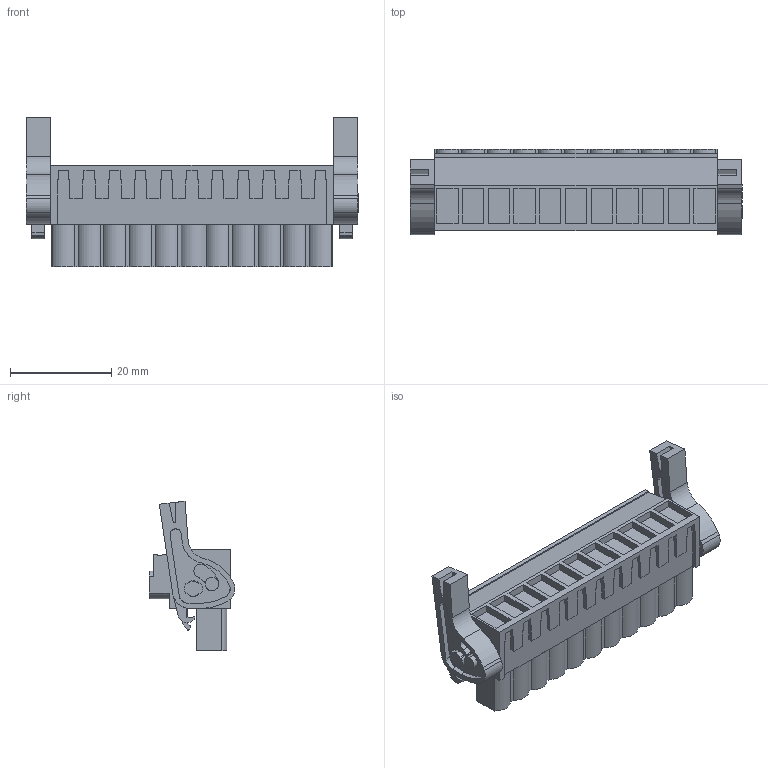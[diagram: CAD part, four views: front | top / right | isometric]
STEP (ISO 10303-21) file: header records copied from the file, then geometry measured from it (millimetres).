
FILE_DESCRIPTION(('CATIA V5 STEP','CAx-IF Rec.Pracs.--- Model Styling and Organization---1.2---2011-12-15'),'2;1');
FILE_NAME ('D1459982_0_1944920000_1944920000.stp','2017-05-22T13:37:25+00:00',('none'),('Weidmueller'),'CATIA Version 5-6 Release 2014','CATIA V5 STEP AP214','none');
FILE_SCHEMA(('AUTOMOTIVE_DESIGN { 1 0 10303 214 1 1 1 1 }'));
Length unit declared in the file: millimetre
Products named in the file (1): 1944920000
Bounding box: 65.58 x 16.91 x 29.52 mm (x, y, z)
Volume: 11568.5 mm3; surface area: 8423.6 mm2
Topology: 14 solids, 14 shells, 882 faces, 2471 edges, 1672 vertices
Faces by surface type: plane 709, cylinder 133, extrusion 40
Entity records: 26608 total; most frequent: CARTESIAN_POINT 5452, ORIENTED_EDGE 4942, DIRECTION 3333, EDGE_CURVE 2471, VECTOR 2107, LINE 2067, VERTEX_POINT 1672, EDGE_LOOP 945
